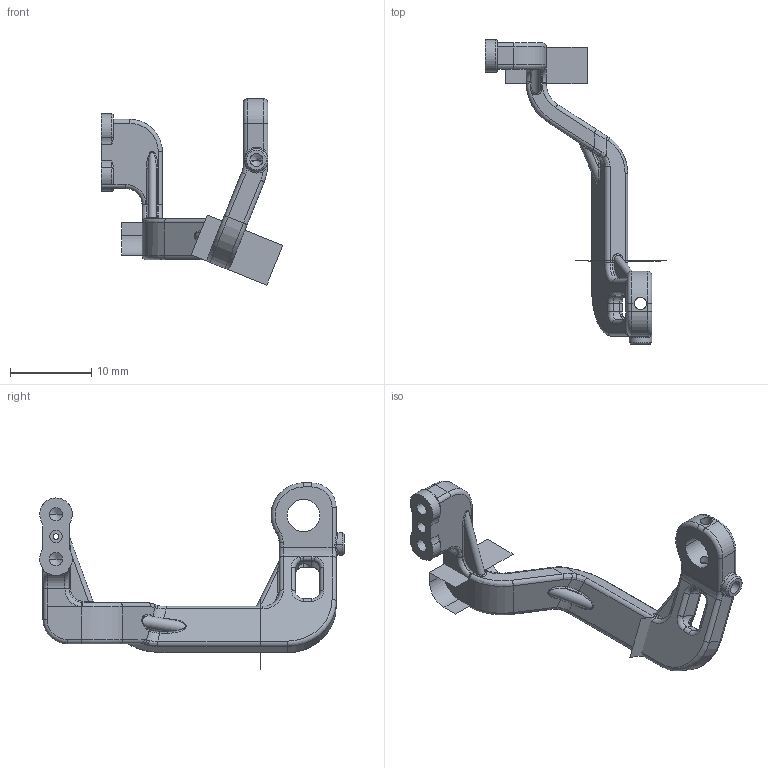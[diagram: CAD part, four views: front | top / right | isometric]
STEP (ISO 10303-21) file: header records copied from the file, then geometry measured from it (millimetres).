
FILE_DESCRIPTION((''),'2;1');
FILE_NAME('IC_011_P_012_AF0','2021-09-07T17:14:35',('silo-mech'),(''),'CREO PARAMETRIC BY PTC INC, 2020454','CREO PARAMETRIC BY PTC INC, 2020454','');
FILE_SCHEMA(('CONFIG_CONTROL_DESIGN'));
Length unit declared in the file: millimetre
Products named in the file (1): IC_011_P_012_AF0
Bounding box: 22.28 x 37.4 x 22.86 mm (x, y, z)
Volume: 924.6 mm3; surface area: 1546.9 mm2
Topology: 1 solids, 3 shells, 320 faces, 773 edges, 450 vertices
Faces by surface type: cylinder 127, bspline 73, torus 59, plane 53, cone 8
Entity records: 14171 total; most frequent: CARTESIAN_POINT 7099, ORIENTED_EDGE 1520, DIRECTION 1428, EDGE_CURVE 767, AXIS2_PLACEMENT_3D 579, VERTEX_POINT 450, EDGE_LOOP 331, CIRCLE 331
